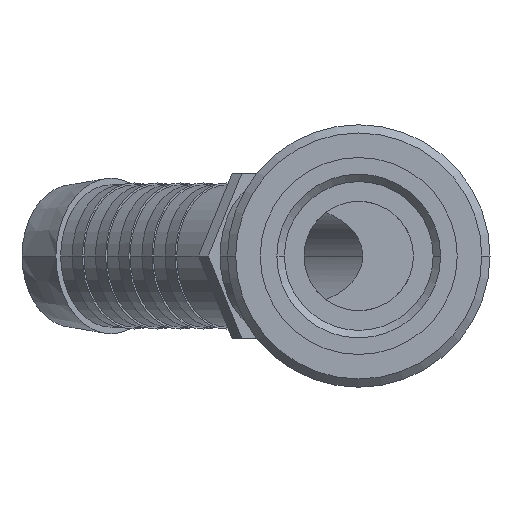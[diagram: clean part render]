
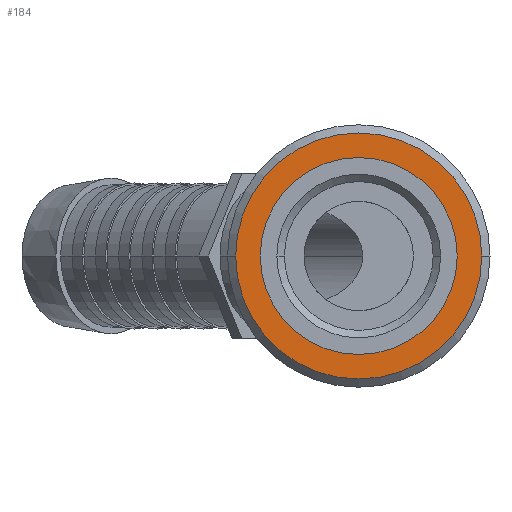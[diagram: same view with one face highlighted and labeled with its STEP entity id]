
A CAD part, front view. The second image highlights one B-rep face of the part: STEP entity #184.
In plain terms, the highlighted planar face has unit normal (0, -1, 0).
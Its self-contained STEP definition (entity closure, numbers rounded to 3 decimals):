
#184=ADVANCED_FACE('',(#414,#415),#416,.T.);
#414=FACE_BOUND('',#689,.T.);
#415=FACE_OUTER_BOUND('',#690,.T.);
#416=PLANE('',#691);
#689=EDGE_LOOP('',(#1147,#1148));
#690=EDGE_LOOP('',(#1149,#1150));
#691=AXIS2_PLACEMENT_3D('',#1151,#1152,#1153);
#1147=ORIENTED_EDGE('',*,*,#1692,.T.);
#1148=ORIENTED_EDGE('',*,*,#1693,.T.);
#1149=ORIENTED_EDGE('',*,*,#1694,.F.);
#1150=ORIENTED_EDGE('',*,*,#1614,.F.);
#1151=CARTESIAN_POINT('',(5.625,0.1,0.0));
#1152=DIRECTION('',(-0.0,-1.0,-0.0));
#1153=DIRECTION('',(-1.0,0.0,0.0));
#1614=EDGE_CURVE('',#1936,#1934,#1938,.T.);
#1692=EDGE_CURVE('',#2051,#2052,#2053,.T.);
#1693=EDGE_CURVE('',#2052,#2051,#2054,.T.);
#1694=EDGE_CURVE('',#1934,#1936,#2055,.T.);
#1934=VERTEX_POINT('',#2389);
#1936=VERTEX_POINT('',#2392);
#1938=CIRCLE('',#2395,11.25);
#2051=VERTEX_POINT('',#2588);
#2052=VERTEX_POINT('',#2589);
#2053=CIRCLE('',#2590,9.0);
#2054=CIRCLE('',#2591,9.0);
#2055=CIRCLE('',#2592,11.25);
#2389=CARTESIAN_POINT('',(11.25,0.1,0.0));
#2392=CARTESIAN_POINT('',(-11.25,0.1,0.));
#2395=AXIS2_PLACEMENT_3D('',#2860,#2861,#2862);
#2588=CARTESIAN_POINT('',(-9.0,0.1,0.));
#2589=CARTESIAN_POINT('',(9.0,0.1,0.));
#2590=AXIS2_PLACEMENT_3D('',#2985,#2986,#2987);
#2591=AXIS2_PLACEMENT_3D('',#2988,#2989,#2990);
#2592=AXIS2_PLACEMENT_3D('',#2991,#2992,#2993);
#2860=CARTESIAN_POINT('',(0.0,0.1,0.0));
#2861=DIRECTION('',(-0.0,1.0,0.0));
#2862=DIRECTION('',(1.0,0.0,0.0));
#2985=CARTESIAN_POINT('',(0.0,0.1,0.0));
#2986=DIRECTION('',(-0.0,1.0,0.0));
#2987=DIRECTION('',(1.0,0.0,0.0));
#2988=CARTESIAN_POINT('',(0.0,0.1,0.0));
#2989=DIRECTION('',(-0.0,1.0,0.0));
#2990=DIRECTION('',(1.0,0.0,0.0));
#2991=CARTESIAN_POINT('',(0.0,0.1,0.0));
#2992=DIRECTION('',(-0.0,1.0,0.0));
#2993=DIRECTION('',(1.0,0.0,0.0));
